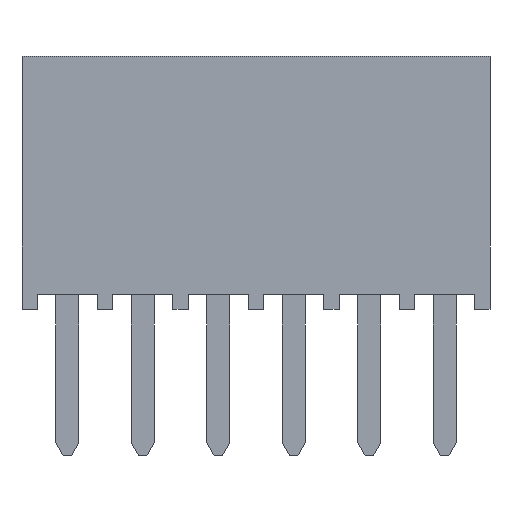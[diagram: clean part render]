
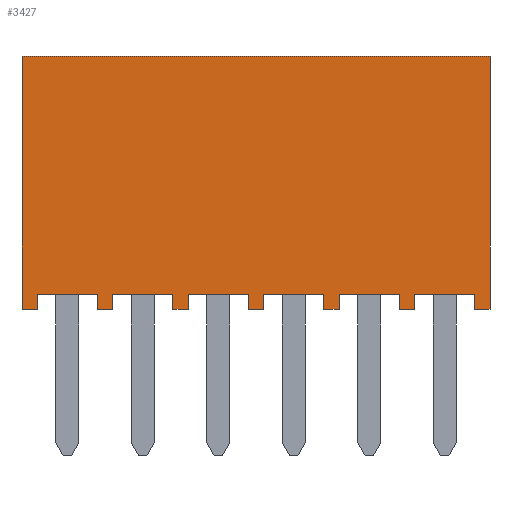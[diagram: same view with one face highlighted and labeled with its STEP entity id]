
A CAD part, front view. The second image highlights one B-rep face of the part: STEP entity #3427.
In plain terms, the highlighted planar face has unit normal (0, -1, 0).
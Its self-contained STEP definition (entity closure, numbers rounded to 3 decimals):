
#131=FACE_OUTER_BOUND($,#335,.T.);
#335=EDGE_LOOP($,(#2605,#2606,#2607,#2608,#2609,#2610,#2611,#2612,#2613,
#2614,#2615,#2616,#2617,#2618,#2619,#2620,#2621,#2622,#2623,#2624,#2625,
#2626,#2627,#2628,#2629,#2630,#2631,#2632));
#456=LINE($,#4573,#936);
#506=LINE($,#4675,#986);
#511=LINE($,#4684,#991);
#514=LINE($,#4690,#994);
#525=LINE($,#4712,#1005);
#527=LINE($,#4717,#1007);
#531=LINE($,#4724,#1011);
#534=LINE($,#4730,#1014);
#545=LINE($,#4752,#1025);
#547=LINE($,#4757,#1027);
#551=LINE($,#4764,#1031);
#554=LINE($,#4770,#1034);
#565=LINE($,#4792,#1045);
#567=LINE($,#4797,#1047);
#571=LINE($,#4804,#1051);
#574=LINE($,#4810,#1054);
#585=LINE($,#4832,#1065);
#587=LINE($,#4837,#1067);
#591=LINE($,#4844,#1071);
#594=LINE($,#4850,#1074);
#605=LINE($,#4872,#1085);
#607=LINE($,#4877,#1087);
#611=LINE($,#4884,#1091);
#613=LINE($,#4889,#1093);
#625=LINE($,#4912,#1105);
#627=LINE($,#4917,#1107);
#677=LINE($,#5016,#1157);
#678=LINE($,#5017,#1158);
#936=VECTOR($,#3729,15.748);
#986=VECTOR($,#3781,0.508);
#991=VECTOR($,#3788,0.508);
#994=VECTOR($,#3793,2.032);
#1005=VECTOR($,#3806,0.508);
#1007=VECTOR($,#3810,0.508);
#1011=VECTOR($,#3816,0.508);
#1014=VECTOR($,#3821,2.032);
#1025=VECTOR($,#3834,0.508);
#1027=VECTOR($,#3838,0.508);
#1031=VECTOR($,#3844,0.508);
#1034=VECTOR($,#3849,2.032);
#1045=VECTOR($,#3862,0.508);
#1047=VECTOR($,#3866,0.508);
#1051=VECTOR($,#3872,0.508);
#1054=VECTOR($,#3877,2.032);
#1065=VECTOR($,#3890,0.508);
#1067=VECTOR($,#3894,0.508);
#1071=VECTOR($,#3900,0.508);
#1074=VECTOR($,#3905,2.032);
#1085=VECTOR($,#3918,0.508);
#1087=VECTOR($,#3922,0.508);
#1091=VECTOR($,#3928,0.508);
#1093=VECTOR($,#3932,2.032);
#1105=VECTOR($,#3946,0.508);
#1107=VECTOR($,#3950,0.508);
#1157=VECTOR($,#4098,8.509);
#1158=VECTOR($,#4099,8.509);
#1413=VERTEX_POINT($,#4566);
#1416=VERTEX_POINT($,#4571);
#1465=VERTEX_POINT($,#4671);
#1467=VERTEX_POINT($,#4674);
#1470=VERTEX_POINT($,#4682);
#1472=VERTEX_POINT($,#4688);
#1482=VERTEX_POINT($,#4710);
#1483=VERTEX_POINT($,#4714);
#1486=VERTEX_POINT($,#4722);
#1488=VERTEX_POINT($,#4728);
#1498=VERTEX_POINT($,#4750);
#1499=VERTEX_POINT($,#4754);
#1502=VERTEX_POINT($,#4762);
#1504=VERTEX_POINT($,#4768);
#1514=VERTEX_POINT($,#4790);
#1515=VERTEX_POINT($,#4794);
#1518=VERTEX_POINT($,#4802);
#1520=VERTEX_POINT($,#4808);
#1530=VERTEX_POINT($,#4830);
#1531=VERTEX_POINT($,#4834);
#1534=VERTEX_POINT($,#4842);
#1536=VERTEX_POINT($,#4848);
#1546=VERTEX_POINT($,#4870);
#1547=VERTEX_POINT($,#4874);
#1550=VERTEX_POINT($,#4882);
#1551=VERTEX_POINT($,#4886);
#1562=VERTEX_POINT($,#4910);
#1563=VERTEX_POINT($,#4914);
#1736=EDGE_CURVE($,#1416,#1413,#456,.T.);
#1786=EDGE_CURVE($,#1467,#1465,#506,.T.);
#1791=EDGE_CURVE($,#1470,#1465,#511,.T.);
#1794=EDGE_CURVE($,#1472,#1470,#514,.T.);
#1805=EDGE_CURVE($,#1482,#1472,#525,.T.);
#1807=EDGE_CURVE($,#1482,#1483,#527,.T.);
#1811=EDGE_CURVE($,#1486,#1483,#531,.T.);
#1814=EDGE_CURVE($,#1488,#1486,#534,.T.);
#1825=EDGE_CURVE($,#1498,#1488,#545,.T.);
#1827=EDGE_CURVE($,#1498,#1499,#547,.T.);
#1831=EDGE_CURVE($,#1502,#1499,#551,.T.);
#1834=EDGE_CURVE($,#1504,#1502,#554,.T.);
#1845=EDGE_CURVE($,#1514,#1504,#565,.T.);
#1847=EDGE_CURVE($,#1514,#1515,#567,.T.);
#1851=EDGE_CURVE($,#1518,#1515,#571,.T.);
#1854=EDGE_CURVE($,#1520,#1518,#574,.T.);
#1865=EDGE_CURVE($,#1530,#1520,#585,.T.);
#1867=EDGE_CURVE($,#1530,#1531,#587,.T.);
#1871=EDGE_CURVE($,#1534,#1531,#591,.T.);
#1874=EDGE_CURVE($,#1536,#1534,#594,.T.);
#1885=EDGE_CURVE($,#1546,#1536,#605,.T.);
#1887=EDGE_CURVE($,#1546,#1547,#607,.T.);
#1891=EDGE_CURVE($,#1550,#1547,#611,.T.);
#1893=EDGE_CURVE($,#1551,#1550,#613,.T.);
#1905=EDGE_CURVE($,#1562,#1551,#625,.T.);
#1907=EDGE_CURVE($,#1562,#1563,#627,.T.);
#1957=EDGE_CURVE($,#1413,#1563,#677,.T.);
#1958=EDGE_CURVE($,#1416,#1467,#678,.T.);
#2605=ORIENTED_EDGE($,*,*,#1907,.T.);
#2606=ORIENTED_EDGE($,*,*,#1957,.F.);
#2607=ORIENTED_EDGE($,*,*,#1736,.F.);
#2608=ORIENTED_EDGE($,*,*,#1958,.T.);
#2609=ORIENTED_EDGE($,*,*,#1786,.T.);
#2610=ORIENTED_EDGE($,*,*,#1791,.F.);
#2611=ORIENTED_EDGE($,*,*,#1794,.F.);
#2612=ORIENTED_EDGE($,*,*,#1805,.F.);
#2613=ORIENTED_EDGE($,*,*,#1807,.T.);
#2614=ORIENTED_EDGE($,*,*,#1811,.F.);
#2615=ORIENTED_EDGE($,*,*,#1814,.F.);
#2616=ORIENTED_EDGE($,*,*,#1825,.F.);
#2617=ORIENTED_EDGE($,*,*,#1827,.T.);
#2618=ORIENTED_EDGE($,*,*,#1831,.F.);
#2619=ORIENTED_EDGE($,*,*,#1834,.F.);
#2620=ORIENTED_EDGE($,*,*,#1845,.F.);
#2621=ORIENTED_EDGE($,*,*,#1847,.T.);
#2622=ORIENTED_EDGE($,*,*,#1851,.F.);
#2623=ORIENTED_EDGE($,*,*,#1854,.F.);
#2624=ORIENTED_EDGE($,*,*,#1865,.F.);
#2625=ORIENTED_EDGE($,*,*,#1867,.T.);
#2626=ORIENTED_EDGE($,*,*,#1871,.F.);
#2627=ORIENTED_EDGE($,*,*,#1874,.F.);
#2628=ORIENTED_EDGE($,*,*,#1885,.F.);
#2629=ORIENTED_EDGE($,*,*,#1887,.T.);
#2630=ORIENTED_EDGE($,*,*,#1891,.F.);
#2631=ORIENTED_EDGE($,*,*,#1893,.F.);
#2632=ORIENTED_EDGE($,*,*,#1905,.F.);
#3247=PLANE($,#3616);
#3427=ADVANCED_FACE($,(#131),#3247,.F.);
#3616=AXIS2_PLACEMENT_3D($,#5015,#4096,#4097);
#3729=DIRECTION($,(1.,0.,0.));
#3781=DIRECTION($,(1.,0.,0.));
#3788=DIRECTION($,(0.,0.,-1.));
#3793=DIRECTION($,(-1.,0.,0.));
#3806=DIRECTION($,(0.,0.,1.));
#3810=DIRECTION($,(1.,0.,0.));
#3816=DIRECTION($,(0.,0.,-1.));
#3821=DIRECTION($,(-1.,0.,0.));
#3834=DIRECTION($,(0.,0.,1.));
#3838=DIRECTION($,(1.,0.,0.));
#3844=DIRECTION($,(0.,0.,-1.));
#3849=DIRECTION($,(-1.,0.,0.));
#3862=DIRECTION($,(0.,0.,1.));
#3866=DIRECTION($,(1.,0.,0.));
#3872=DIRECTION($,(0.,0.,-1.));
#3877=DIRECTION($,(-1.,0.,0.));
#3890=DIRECTION($,(0.,0.,1.));
#3894=DIRECTION($,(1.,0.,0.));
#3900=DIRECTION($,(0.,0.,-1.));
#3905=DIRECTION($,(-1.,0.,0.));
#3918=DIRECTION($,(0.,0.,1.));
#3922=DIRECTION($,(1.,0.,0.));
#3928=DIRECTION($,(0.,0.,-1.));
#3932=DIRECTION($,(-1.,0.,0.));
#3946=DIRECTION($,(0.,0.,1.));
#3950=DIRECTION($,(1.,0.,0.));
#4096=DIRECTION('center_axis',(0.,1.,0.));
#4097=DIRECTION('ref_axis',(-1.,0.,0.));
#4098=DIRECTION($,(0.,0.,-1.));
#4099=DIRECTION($,(0.,0.,-1.));
#4566=CARTESIAN_POINT('',(7.874,-2.477,8.509));
#4571=CARTESIAN_POINT('',(-7.874,-2.477,8.509));
#4573=CARTESIAN_POINT($,(-7.874,-2.477,8.509));
#4671=CARTESIAN_POINT('',(-7.366,-2.477,0.));
#4674=CARTESIAN_POINT('',(-7.874,-2.477,0.));
#4675=CARTESIAN_POINT($,(-7.874,-2.477,0.));
#4682=CARTESIAN_POINT('',(-7.366,-2.477,0.508));
#4684=CARTESIAN_POINT($,(-7.366,-2.477,8.509));
#4688=CARTESIAN_POINT('',(-5.334,-2.477,0.508));
#4690=CARTESIAN_POINT($,(-7.874,-2.477,0.508));
#4710=CARTESIAN_POINT('',(-5.334,-2.477,0.));
#4712=CARTESIAN_POINT($,(-5.334,-2.477,8.509));
#4714=CARTESIAN_POINT('',(-4.826,-2.477,0.));
#4717=CARTESIAN_POINT($,(-7.874,-2.477,0.));
#4722=CARTESIAN_POINT('',(-4.826,-2.477,0.508));
#4724=CARTESIAN_POINT($,(-4.826,-2.477,8.509));
#4728=CARTESIAN_POINT('',(-2.794,-2.477,0.508));
#4730=CARTESIAN_POINT($,(-7.874,-2.477,0.508));
#4750=CARTESIAN_POINT('',(-2.794,-2.477,0.));
#4752=CARTESIAN_POINT($,(-2.794,-2.477,8.509));
#4754=CARTESIAN_POINT('',(-2.286,-2.477,0.));
#4757=CARTESIAN_POINT($,(-7.874,-2.477,0.));
#4762=CARTESIAN_POINT('',(-2.286,-2.477,0.508));
#4764=CARTESIAN_POINT($,(-2.286,-2.477,8.509));
#4768=CARTESIAN_POINT('',(-0.254,-2.477,0.508));
#4770=CARTESIAN_POINT($,(-7.874,-2.477,0.508));
#4790=CARTESIAN_POINT('',(-0.254,-2.477,0.));
#4792=CARTESIAN_POINT($,(-0.254,-2.477,8.509));
#4794=CARTESIAN_POINT('',(0.254,-2.477,0.));
#4797=CARTESIAN_POINT($,(-7.874,-2.477,0.));
#4802=CARTESIAN_POINT('',(0.254,-2.477,0.508));
#4804=CARTESIAN_POINT($,(0.254,-2.477,8.509));
#4808=CARTESIAN_POINT('',(2.286,-2.477,0.508));
#4810=CARTESIAN_POINT($,(-7.874,-2.477,0.508));
#4830=CARTESIAN_POINT('',(2.286,-2.477,0.));
#4832=CARTESIAN_POINT($,(2.286,-2.477,8.509));
#4834=CARTESIAN_POINT('',(2.794,-2.477,0.));
#4837=CARTESIAN_POINT($,(-7.874,-2.477,0.));
#4842=CARTESIAN_POINT('',(2.794,-2.477,0.508));
#4844=CARTESIAN_POINT($,(2.794,-2.477,8.509));
#4848=CARTESIAN_POINT('',(4.826,-2.477,0.508));
#4850=CARTESIAN_POINT($,(-7.874,-2.477,0.508));
#4870=CARTESIAN_POINT('',(4.826,-2.477,0.));
#4872=CARTESIAN_POINT($,(4.826,-2.477,8.509));
#4874=CARTESIAN_POINT('',(5.334,-2.477,0.));
#4877=CARTESIAN_POINT($,(-7.874,-2.477,0.));
#4882=CARTESIAN_POINT('',(5.334,-2.477,0.508));
#4884=CARTESIAN_POINT($,(5.334,-2.477,8.509));
#4886=CARTESIAN_POINT('',(7.366,-2.477,0.508));
#4889=CARTESIAN_POINT($,(-7.874,-2.477,0.508));
#4910=CARTESIAN_POINT('',(7.366,-2.477,0.));
#4912=CARTESIAN_POINT($,(7.366,-2.477,8.509));
#4914=CARTESIAN_POINT('',(7.874,-2.477,0.));
#4917=CARTESIAN_POINT($,(-7.874,-2.477,0.));
#5015=CARTESIAN_POINT('Origin',(-7.874,-2.477,8.509));
#5016=CARTESIAN_POINT($,(7.874,-2.477,8.509));
#5017=CARTESIAN_POINT($,(-7.874,-2.477,8.509));
